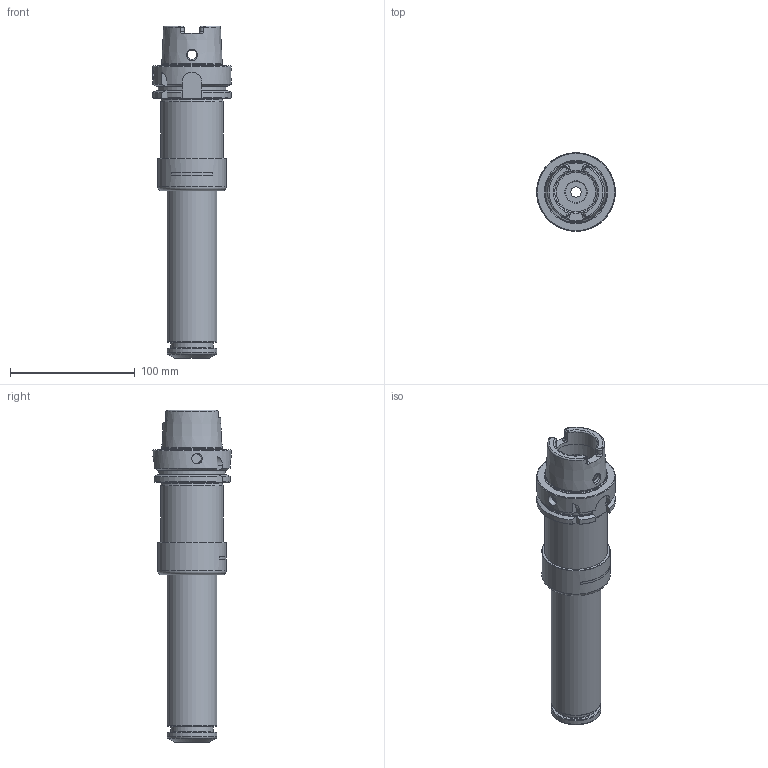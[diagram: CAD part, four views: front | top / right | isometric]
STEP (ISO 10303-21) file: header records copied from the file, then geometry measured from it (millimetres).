
FILE_DESCRIPTION(/* description */ (''),/* implementation_level */ '2;1');
FILE_NAME(/* name */ '886576070.stp',/* time_stamp */ '2023-03-15T12:21:03',/* author */ ('Ratnasingam Jekanthan'),/* organization */ ('REGO-FIX'),/* preprocessor_version */ ' Unknown',/* originating_system */ 'SIEMENS PLM Software Solid Edge ST10',/* authorization */ 'Unknown');
FILE_SCHEMA (('AUTOMOTIVE_DESIGN { 1 0 10303 214 2 1 1}'));
Length unit declared in the file: millimetre
Products named in the file (1): NOCUT
Bounding box: 63 x 63 x 266 mm (x, y, z)
Volume: 341548.5 mm3; surface area: 74125.3 mm2
Topology: 1 solids, 3 shells, 194 faces, 472 edges, 295 vertices
Faces by surface type: plane 60, cylinder 51, cone 47, torus 36
Full cylindrical faces by diameter (mm): 7.5 x2, 8.4 x1, 8.5 x1, 10 x1, 12 x1, 14 x1, 16.917 x1, 20 x1, 25 x1, 30.5 x1, 31.6 x1, 33 x1, 34 x3, 40 x3, 40.2 x1, 42 x1, 45 x1, 48.129 x1, 48.376 x2, 49.3 x1, 50 x1, 50.05 x1, 51.3 x1, 54.8 x1, 63 x1
Entity records: 6676 total; most frequent: CARTESIAN_POINT 1285, DIRECTION 838, ORIENTED_EDGE 712, AXIS2_PLACEMENT_3D 370, EDGE_CURVE 356, EDGE_LOOP 305, FACE_BOUND 305, VERTEX_POINT 269
